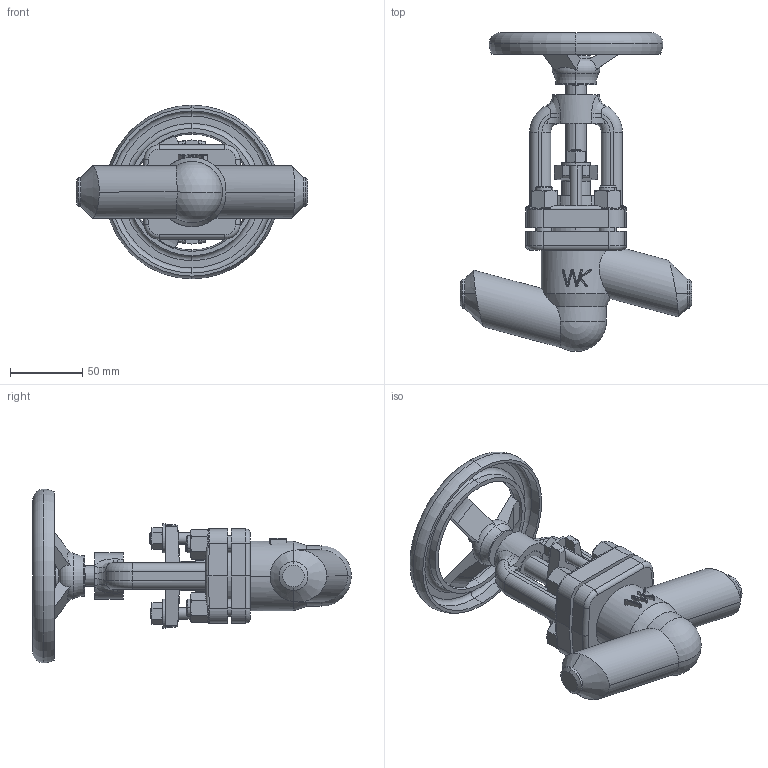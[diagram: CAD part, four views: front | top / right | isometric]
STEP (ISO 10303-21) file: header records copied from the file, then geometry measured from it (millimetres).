
FILE_DESCRIPTION (( 'STEP AP214' ), '1' );
FILE_NAME ('[15] 530S DN15 3-1559 katalog uproszczony.STEP', '2015-03-18T08:55:43', ( '' ), ( '' ), 'SwSTEP 2.0', 'SolidWorks 2015', '' );
FILE_SCHEMA (( 'AUTOMOTIVE_DESIGN' ));
Length unit declared in the file: millimetre
Products named in the file (1): [15] 530S DN15 3-1559 katalog uproszczony
Bounding box: 160 x 220.29 x 120 mm (x, y, z)
Volume: 570070.6 mm3; surface area: 137306.7 mm2
Topology: 34 solids, 34 shells, 685 faces, 1540 edges, 896 vertices
Faces by surface type: plane 205, cylinder 201, cone 152, torus 57, bspline 36, sphere 34
Entity records: 22691 total; most frequent: CARTESIAN_POINT 7836, DIRECTION 3035, ORIENTED_EDGE 3016, EDGE_CURVE 1508, AXIS2_PLACEMENT_3D 1289, VERTEX_POINT 893, EDGE_LOOP 697, ADVANCED_FACE 685
